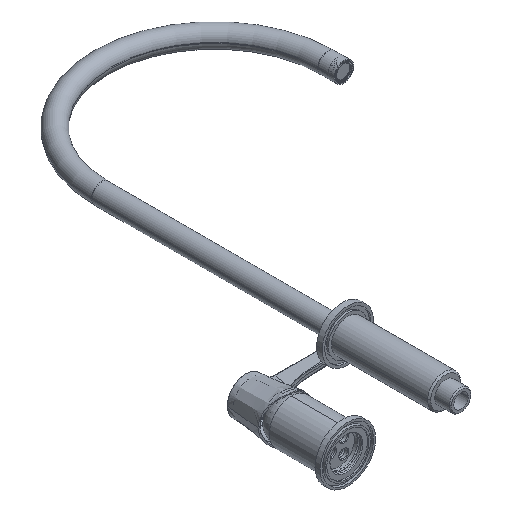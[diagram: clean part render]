
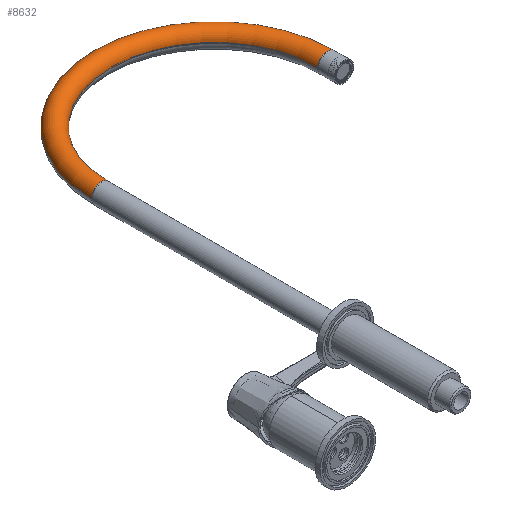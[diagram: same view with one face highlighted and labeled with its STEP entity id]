
A CAD part, isometric view. The second image highlights one B-rep face of the part: STEP entity #8632.
In plain terms, the highlighted toroidal (fillet/blend) face has major radius 110 mm and minor radius 9.5 mm.
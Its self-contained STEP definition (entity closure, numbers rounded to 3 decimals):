
#118 = DIRECTION ( 'NONE',  ( 0., -1., 0. ) ) ;
#599 = VERTEX_POINT ( 'NONE', #7621 ) ;
#744 = DIRECTION ( 'NONE',  ( -1., 0., 0. ) ) ;
#1706 = DIRECTION ( 'NONE',  ( 0., 0., -1. ) ) ;
#2044 = AXIS2_PLACEMENT_3D ( 'NONE', #18909, #1706, #8608 ) ;
#2217 = CARTESIAN_POINT ( 'NONE',  ( 110., 239.85, 100. ) ) ;
#2660 = FACE_OUTER_BOUND ( 'NONE', #10892, .T. ) ;
#3851 = ORIENTED_EDGE ( 'NONE', *, *, #14022, .T. ) ;
#4174 = AXIS2_PLACEMENT_3D ( 'NONE', #2217, #9127, #744 ) ;
#4818 = VERTEX_POINT ( 'NONE', #12139 ) ;
#6335 = CIRCLE ( 'NONE', #4174, 119.5 ) ;
#6445 = VERTEX_POINT ( 'NONE', #19114 ) ;
#7334 = ORIENTED_EDGE ( 'NONE', *, *, #8757, .F. ) ;
#7536 = DIRECTION ( 'NONE',  ( -1., 0., 0. ) ) ;
#7621 = CARTESIAN_POINT ( 'NONE',  ( 9.5, 239.85, 100. ) ) ;
#7968 = AXIS2_PLACEMENT_3D ( 'NONE', #20503, #118, #15413 ) ;
#8608 = DIRECTION ( 'NONE',  ( -1., 0., 0. ) ) ;
#8632 = ADVANCED_FACE ( 'NONE', ( #2660 ), #9240, .T. ) ;
#8757 = EDGE_CURVE ( 'NONE', #6445, #15860, #6335, .T. ) ;
#9127 = DIRECTION ( 'NONE',  ( 0., 0., -1. ) ) ;
#9240 = TOROIDAL_SURFACE ( 'NONE', #18273, 110., 9.5 ) ;
#9443 = CIRCLE ( 'NONE', #7968, 9.5 ) ;
#10892 = EDGE_LOOP ( 'NONE', ( #7334, #3851, #19445, #14340 ) ) ;
#10922 = CARTESIAN_POINT ( 'NONE',  ( 110., 239.85, 100. ) ) ;
#12139 = CARTESIAN_POINT ( 'NONE',  ( 210.5, 239.85, 100. ) ) ;
#13354 = AXIS2_PLACEMENT_3D ( 'NONE', #15408, #15511, #13482 ) ;
#13482 = DIRECTION ( 'NONE',  ( 0., 0., 1. ) ) ;
#14022 = EDGE_CURVE ( 'NONE', #6445, #599, #20223, .T. ) ;
#14340 = ORIENTED_EDGE ( 'NONE', *, *, #15869, .F. ) ;
#15408 = CARTESIAN_POINT ( 'NONE',  ( 0., 239.85, 100. ) ) ;
#15413 = DIRECTION ( 'NONE',  ( 0., 0., 1. ) ) ;
#15511 = DIRECTION ( 'NONE',  ( 0., 1., 0. ) ) ;
#15860 = VERTEX_POINT ( 'NONE', #17223 ) ;
#15869 = EDGE_CURVE ( 'NONE', #15860, #4818, #9443, .T. ) ;
#17223 = CARTESIAN_POINT ( 'NONE',  ( 229.5, 239.85, 100. ) ) ;
#17589 = CIRCLE ( 'NONE', #2044, 100.5 ) ;
#18273 = AXIS2_PLACEMENT_3D ( 'NONE', #10922, #21224, #7536 ) ;
#18909 = CARTESIAN_POINT ( 'NONE',  ( 110., 239.85, 100. ) ) ;
#19107 = EDGE_CURVE ( 'NONE', #599, #4818, #17589, .T. ) ;
#19114 = CARTESIAN_POINT ( 'NONE',  ( -9.5, 239.85, 100. ) ) ;
#19445 = ORIENTED_EDGE ( 'NONE', *, *, #19107, .T. ) ;
#20223 = CIRCLE ( 'NONE', #13354, 9.5 ) ;
#20503 = CARTESIAN_POINT ( 'NONE',  ( 220., 239.85, 100. ) ) ;
#21224 = DIRECTION ( 'NONE',  ( 0., 0., -1. ) ) ;
